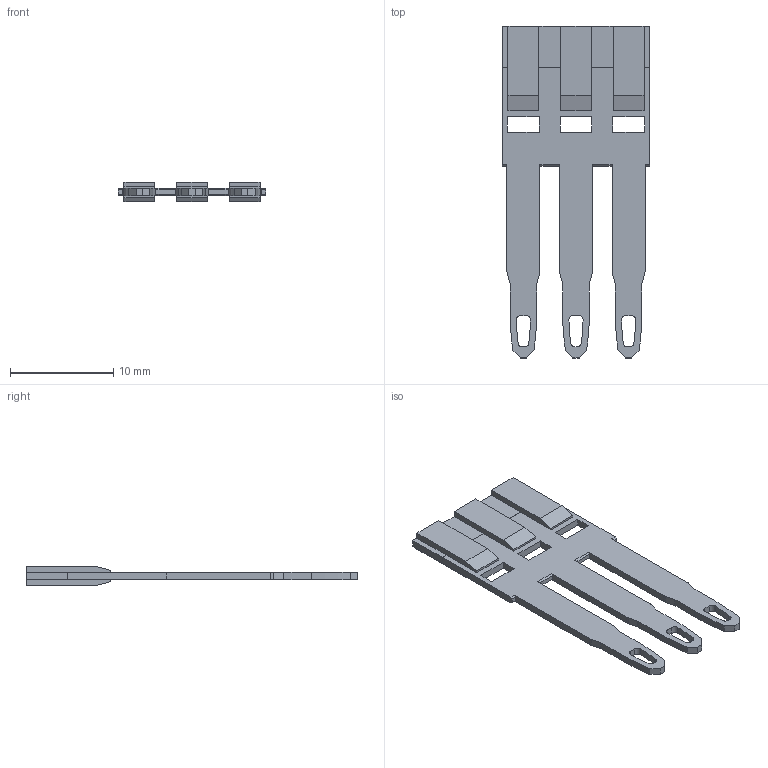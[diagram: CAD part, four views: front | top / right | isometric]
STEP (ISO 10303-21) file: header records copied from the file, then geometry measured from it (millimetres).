
FILE_DESCRIPTION((''),'2;1');
FILE_NAME('003903023_ESC-PTP2_03_R_ASM','2022-09-22T09:03:57',('klemen.sitar'),('Audax d.o.o.'),'CREO PARAMETRIC BY PTC INC, 2021304','CREO PARAMETRIC BY PTC INC, 2021304','');
FILE_SCHEMA(('AP242_MANAGED_MODEL_BASED_3D_ENGINEERING_MIM_LF { 1 0 10303 442 1 1 4 }'));
Length unit declared in the file: millimetre
Products named in the file (3): PTP0203R-47970_1; PRT0001_1; 003903023_ESC-PTP2_03_R_ASM
Assembly tree (2 placements, depth 2):
  003903023_ESC-PTP2_03_R_ASM
    PTP0203R-47970_1
    PRT0001_1
Bounding box: 14.3 x 32.2 x 1.9 mm (x, y, z)
Volume: 313.7 mm3; surface area: 1050.5 mm2
Topology: 2 solids, 2 shells, 155 faces, 453 edges, 302 vertices
Faces by surface type: plane 125, cylinder 24, extrusion 6
Entity records: 7743 total; most frequent: CARTESIAN_POINT 1467, ORIENTED_EDGE 906, DIRECTION 825, PRESENTATION_STYLE_ASSIGNMENT 509, STYLED_ITEM 509, CURVE_STYLE 459, EDGE_CURVE 453, VECTOR 387
